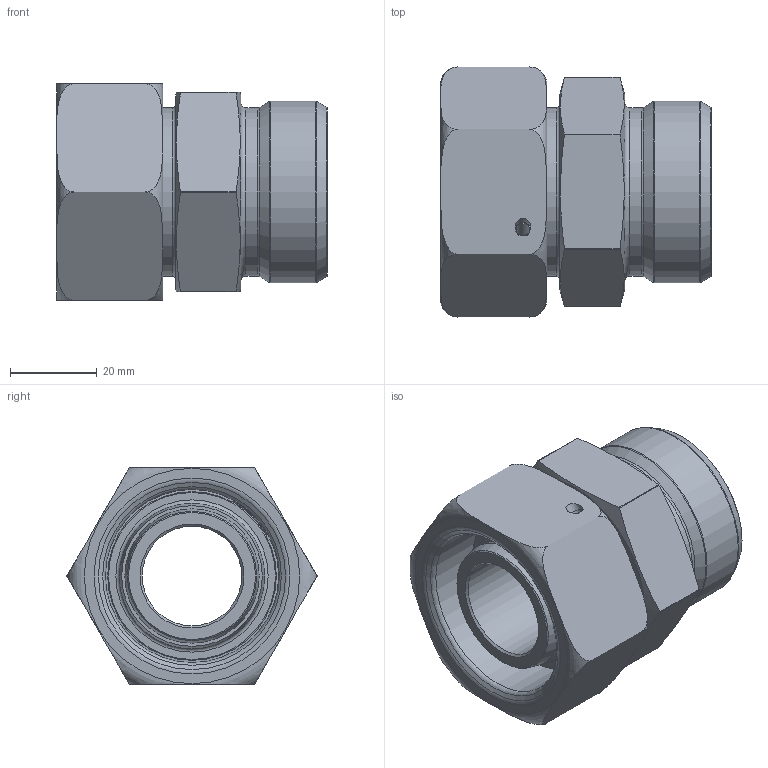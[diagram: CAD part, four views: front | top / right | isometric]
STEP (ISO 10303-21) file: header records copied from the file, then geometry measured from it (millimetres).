
FILE_DESCRIPTION(/* description */ (''),/* implementation_level */ '2;1');
FILE_NAME(/* name */ 'GDA30.stp',/* time_stamp */ '2025-01-17T07:34:30+01:00',/* author */ (''),/* organization */ (''),/* preprocessor_version */ 'ST-DEVELOPER v16',/* originating_system */ 'SIEMENS PLM Software NX 10.0',/* authorisation */ '');
FILE_SCHEMA (('CONFIG_CONTROL_DESIGN'));
Length unit declared in the file: millimetre
Products named in the file (5): X-ST30; X-OR-30; X-MT30; X-GDA30; GDA30
Assembly tree (4 placements, depth 2):
  GDA30
    X-GDA30
    X-MT30
    X-OR-30
    X-ST30
Bounding box: 62.5 x 57.73 x 50 mm (x, y, z)
Volume: 71179.8 mm3; surface area: 25985.7 mm2
Topology: 4 solids, 4 shells, 283 faces, 739 edges, 486 vertices
Faces by surface type: plane 197, extrusion 26, cylinder 22, torus 20, cone 13, bspline 4, revolution 1
Full cylindrical faces by diameter (mm): 3.2 x1, 23 x1, 30.22 x1, 38.9 x1, 38.955 x2, 39.245 x1, 40 x1, 42 x1
Entity records: 10216 total; most frequent: CARTESIAN_POINT 3763, ORIENTED_EDGE 1360, DIRECTION 880, EDGE_CURVE 680, VERTEX_POINT 470, B_SPLINE_CURVE_WITH_KNOTS 435, EDGE_LOOP 353, AXIS2_PLACEMENT_3D 324
